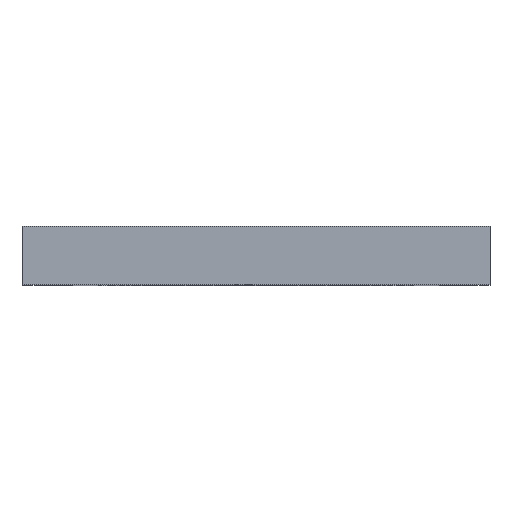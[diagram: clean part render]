
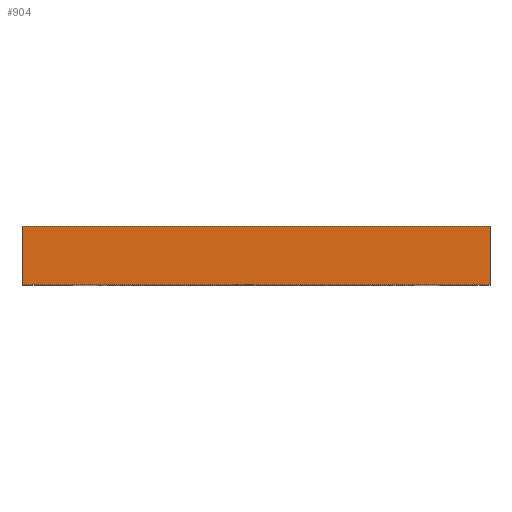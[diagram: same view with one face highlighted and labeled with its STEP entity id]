
A CAD part, top view. The second image highlights one B-rep face of the part: STEP entity #904.
In plain terms, the highlighted planar face has unit normal (0, 0, 1).
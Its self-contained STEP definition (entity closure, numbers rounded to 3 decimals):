
#7 = LINE ( 'NONE', #968, #269 ) ;
#34 = EDGE_CURVE ( 'NONE', #521, #482, #184, .T. ) ;
#118 = VECTOR ( 'NONE', #262, 1000. ) ;
#127 = LINE ( 'NONE', #259, #698 ) ;
#162 = DIRECTION ( 'NONE',  ( -1., 0., 0. ) ) ;
#179 = AXIS2_PLACEMENT_3D ( 'NONE', #461, #556, #162 ) ;
#184 = LINE ( 'NONE', #783, #705 ) ;
#207 = CARTESIAN_POINT ( 'NONE',  ( -40., 0., 40. ) ) ;
#247 = CARTESIAN_POINT ( 'NONE',  ( 40., 0., 40. ) ) ;
#250 = PLANE ( 'NONE',  #179 ) ;
#259 = CARTESIAN_POINT ( 'NONE',  ( -40., 0., 40. ) ) ;
#262 = DIRECTION ( 'NONE',  ( 0., -1., 0. ) ) ;
#269 = VECTOR ( 'NONE', #677, 1000. ) ;
#271 = EDGE_LOOP ( 'NONE', ( #536, #276, #745, #743 ) ) ;
#276 = ORIENTED_EDGE ( 'NONE', *, *, #798, .F. ) ;
#450 = VERTEX_POINT ( 'NONE', #247 ) ;
#461 = CARTESIAN_POINT ( 'NONE',  ( -40., 10., 40. ) ) ;
#482 = VERTEX_POINT ( 'NONE', #841 ) ;
#521 = VERTEX_POINT ( 'NONE', #852 ) ;
#536 = ORIENTED_EDGE ( 'NONE', *, *, #568, .T. ) ;
#556 = DIRECTION ( 'NONE',  ( 0., 0., -1. ) ) ;
#568 = EDGE_CURVE ( 'NONE', #602, #450, #127, .T. ) ;
#572 = CARTESIAN_POINT ( 'NONE',  ( -40., 10., 40. ) ) ;
#602 = VERTEX_POINT ( 'NONE', #207 ) ;
#677 = DIRECTION ( 'NONE',  ( 0., -1., 0. ) ) ;
#698 = VECTOR ( 'NONE', #943, 1000. ) ;
#700 = FACE_OUTER_BOUND ( 'NONE', #271, .T. ) ;
#705 = VECTOR ( 'NONE', #849, 1000. ) ;
#743 = ORIENTED_EDGE ( 'NONE', *, *, #966, .T. ) ;
#745 = ORIENTED_EDGE ( 'NONE', *, *, #34, .F. ) ;
#783 = CARTESIAN_POINT ( 'NONE',  ( -40., 10., 40. ) ) ;
#798 = EDGE_CURVE ( 'NONE', #482, #450, #7, .T. ) ;
#799 = LINE ( 'NONE', #572, #118 ) ;
#841 = CARTESIAN_POINT ( 'NONE',  ( 40., 10., 40. ) ) ;
#849 = DIRECTION ( 'NONE',  ( 1., 0., 0. ) ) ;
#852 = CARTESIAN_POINT ( 'NONE',  ( -40., 10., 40. ) ) ;
#904 = ADVANCED_FACE ( 'NONE', ( #700 ), #250, .F. ) ;
#943 = DIRECTION ( 'NONE',  ( 1., 0., 0. ) ) ;
#966 = EDGE_CURVE ( 'NONE', #521, #602, #799, .T. ) ;
#968 = CARTESIAN_POINT ( 'NONE',  ( 40., 10., 40. ) ) ;
